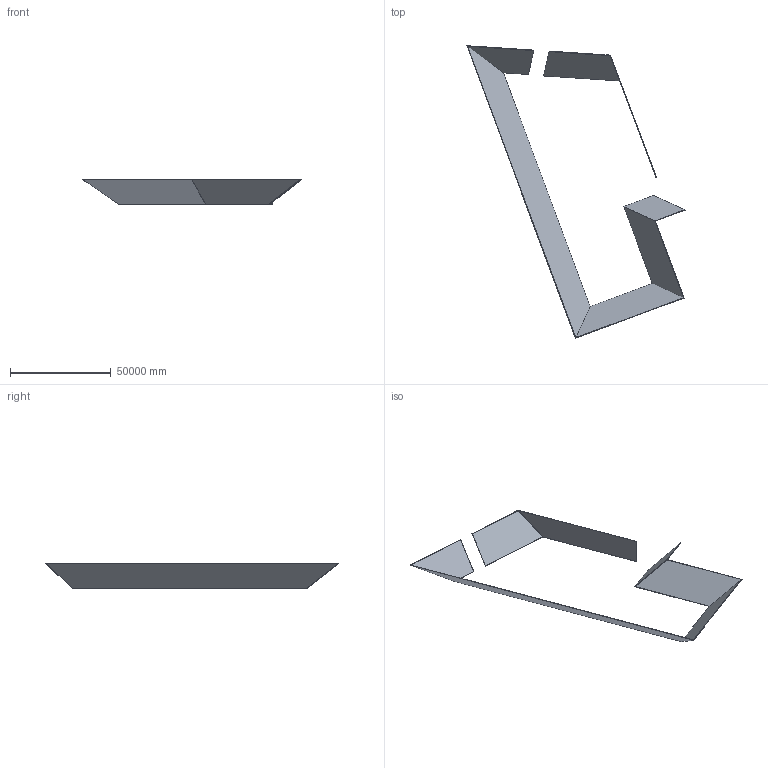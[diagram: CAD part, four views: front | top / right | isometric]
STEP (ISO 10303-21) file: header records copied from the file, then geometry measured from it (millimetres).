
FILE_DESCRIPTION (( 'STEP AP214' ), '1' );
FILE_NAME ('Slope.STEP', '2023-04-02T11:01:09', ( '' ), ( '' ), 'SwSTEP 2.0', 'SolidWorks 2022', '' );
FILE_SCHEMA (( 'AUTOMOTIVE_DESIGN' ));
Length unit declared in the file: metre
Products named in the file (1): Slope
Bounding box: 108183.75 x 145107.87 x 12180 mm (x, y, z)
Volume: 1038020213813.9 mm3; surface area: 11792121922.8 mm2
Topology: 3 solids, 3 shells, 34 faces, 68 edges, 40 vertices
Faces by surface type: plane 34
Entity records: 896 total; most frequent: CARTESIAN_POINT 143, DIRECTION 138, ORIENTED_EDGE 136, EDGE_CURVE 68, LINE 68, VECTOR 68, VERTEX_POINT 40, AXIS2_PLACEMENT_3D 35
